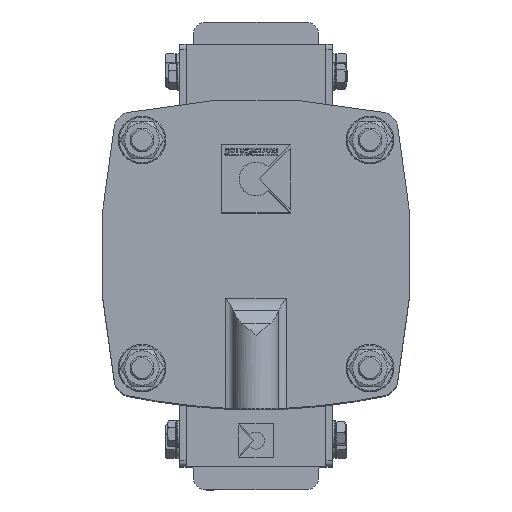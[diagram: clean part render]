
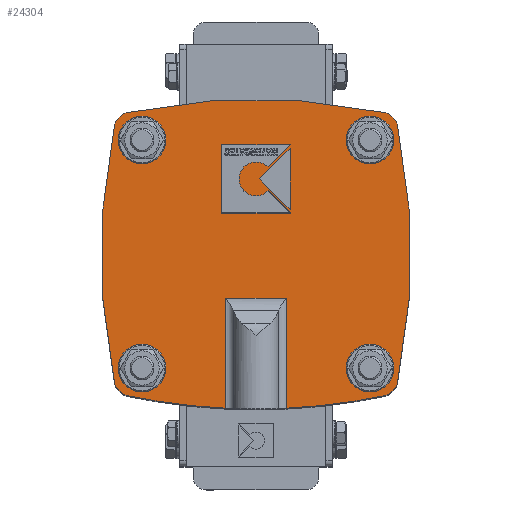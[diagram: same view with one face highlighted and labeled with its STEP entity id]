
A CAD part, top view. The second image highlights one B-rep face of the part: STEP entity #24304.
In plain terms, the highlighted planar face has unit normal (0, 0, 1).
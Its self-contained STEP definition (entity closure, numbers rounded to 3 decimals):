
#644=FACE_BOUND('',#8453,.T.);
#645=FACE_BOUND('',#8454,.T.);
#646=FACE_BOUND('',#8455,.T.);
#647=FACE_BOUND('',#8456,.T.);
#648=FACE_BOUND('',#8457,.T.);
#649=FACE_BOUND('',#8458,.T.);
#2930=LINE('',#43091,#4859);
#2934=LINE('',#43100,#4863);
#2936=LINE('',#43104,#4865);
#2938=LINE('',#43108,#4867);
#2939=LINE('',#43110,#4868);
#2942=LINE('',#43119,#4871);
#2946=LINE('',#43126,#4875);
#2948=LINE('',#43129,#4877);
#2949=LINE('',#43146,#4878);
#2950=LINE('',#43167,#4879);
#2960=LINE('',#43221,#4889);
#4859=VECTOR('',#32044,10.);
#4863=VECTOR('',#32054,10.);
#4865=VECTOR('',#32058,10.);
#4867=VECTOR('',#32062,10.);
#4868=VECTOR('',#32065,10.);
#4871=VECTOR('',#32072,10.);
#4875=VECTOR('',#32078,10.);
#4877=VECTOR('',#32082,10.);
#4878=VECTOR('',#32089,10.);
#4879=VECTOR('',#32092,10.);
#4889=VECTOR('',#32146,10.);
#5721=PLANE('',#26576);
#6925=FACE_OUTER_BOUND('',#8452,.T.);
#8452=EDGE_LOOP('',(#21648,#21649,#21650,#21651,#21652,#21653,#21654,#21655,
#21656,#21657,#21658,#21659));
#8453=EDGE_LOOP('',(#21660,#21661,#21662,#21663,#21664,#21665));
#8454=EDGE_LOOP('',(#21666,#21667,#21668));
#8455=EDGE_LOOP('',(#21669));
#8456=EDGE_LOOP('',(#21670));
#8457=EDGE_LOOP('',(#21671));
#8458=EDGE_LOOP('',(#21672));
#9533=CIRCLE('',#26541,10.);
#9538=CIRCLE('',#26563,7.5);
#9540=CIRCLE('',#26566,7.5);
#9542=CIRCLE('',#26569,7.5);
#9544=CIRCLE('',#26572,7.5);
#9545=CIRCLE('',#26577,368.5);
#9546=CIRCLE('',#26578,10.);
#9547=CIRCLE('',#26579,368.5);
#9548=CIRCLE('',#26580,10.);
#9549=CIRCLE('',#26581,368.5);
#9550=CIRCLE('',#26582,10.);
#9551=CIRCLE('',#26583,368.5);
#9552=CIRCLE('',#26584,10.);
#9553=CIRCLE('',#26585,368.5);
#12073=VERTEX_POINT('',#43088);
#12074=VERTEX_POINT('',#43090);
#12075=VERTEX_POINT('',#43094);
#12076=VERTEX_POINT('',#43098);
#12077=VERTEX_POINT('',#43102);
#12078=VERTEX_POINT('',#43106);
#12081=VERTEX_POINT('',#43116);
#12082=VERTEX_POINT('',#43118);
#12084=VERTEX_POINT('',#43124);
#12086=VERTEX_POINT('',#43134);
#12087=VERTEX_POINT('',#43145);
#12088=VERTEX_POINT('',#43156);
#12090=VERTEX_POINT('',#43166);
#12096=VERTEX_POINT('',#43195);
#12098=VERTEX_POINT('',#43201);
#12100=VERTEX_POINT('',#43207);
#12102=VERTEX_POINT('',#43213);
#12103=VERTEX_POINT('',#43223);
#12104=VERTEX_POINT('',#43225);
#12105=VERTEX_POINT('',#43227);
#12106=VERTEX_POINT('',#43229);
#12107=VERTEX_POINT('',#43231);
#12108=VERTEX_POINT('',#43233);
#12109=VERTEX_POINT('',#43235);
#12110=VERTEX_POINT('',#43237);
#15310=EDGE_CURVE('',#12074,#12073,#2930,.T.);
#15313=EDGE_CURVE('',#12073,#12075,#9533,.T.);
#15315=EDGE_CURVE('',#12075,#12076,#2934,.T.);
#15317=EDGE_CURVE('',#12076,#12077,#2936,.T.);
#15319=EDGE_CURVE('',#12077,#12078,#2938,.T.);
#15320=EDGE_CURVE('',#12078,#12074,#2939,.T.);
#15323=EDGE_CURVE('',#12082,#12081,#2942,.T.);
#15327=EDGE_CURVE('',#12081,#12084,#2946,.T.);
#15329=EDGE_CURVE('',#12084,#12082,#2948,.T.);
#15332=EDGE_CURVE('',#12086,#12087,#2949,.T.);
#15335=EDGE_CURVE('',#12088,#12090,#2950,.T.);
#15346=EDGE_CURVE('',#12096,#12096,#9538,.T.);
#15349=EDGE_CURVE('',#12098,#12098,#9540,.T.);
#15352=EDGE_CURVE('',#12100,#12100,#9542,.T.);
#15355=EDGE_CURVE('',#12102,#12102,#9544,.T.);
#15358=EDGE_CURVE('',#12087,#12088,#2960,.T.);
#15359=EDGE_CURVE('',#12103,#12086,#9545,.T.);
#15360=EDGE_CURVE('',#12104,#12103,#9546,.T.);
#15361=EDGE_CURVE('',#12105,#12104,#9547,.T.);
#15362=EDGE_CURVE('',#12106,#12105,#9548,.T.);
#15363=EDGE_CURVE('',#12107,#12106,#9549,.T.);
#15364=EDGE_CURVE('',#12108,#12107,#9550,.T.);
#15365=EDGE_CURVE('',#12109,#12108,#9551,.T.);
#15366=EDGE_CURVE('',#12110,#12109,#9552,.T.);
#15367=EDGE_CURVE('',#12090,#12110,#9553,.T.);
#21648=ORIENTED_EDGE('',*,*,#15332,.F.);
#21649=ORIENTED_EDGE('',*,*,#15359,.F.);
#21650=ORIENTED_EDGE('',*,*,#15360,.F.);
#21651=ORIENTED_EDGE('',*,*,#15361,.F.);
#21652=ORIENTED_EDGE('',*,*,#15362,.F.);
#21653=ORIENTED_EDGE('',*,*,#15363,.F.);
#21654=ORIENTED_EDGE('',*,*,#15364,.F.);
#21655=ORIENTED_EDGE('',*,*,#15365,.F.);
#21656=ORIENTED_EDGE('',*,*,#15366,.F.);
#21657=ORIENTED_EDGE('',*,*,#15367,.F.);
#21658=ORIENTED_EDGE('',*,*,#15335,.F.);
#21659=ORIENTED_EDGE('',*,*,#15358,.F.);
#21660=ORIENTED_EDGE('',*,*,#15310,.T.);
#21661=ORIENTED_EDGE('',*,*,#15313,.T.);
#21662=ORIENTED_EDGE('',*,*,#15315,.T.);
#21663=ORIENTED_EDGE('',*,*,#15317,.T.);
#21664=ORIENTED_EDGE('',*,*,#15319,.T.);
#21665=ORIENTED_EDGE('',*,*,#15320,.T.);
#21666=ORIENTED_EDGE('',*,*,#15323,.T.);
#21667=ORIENTED_EDGE('',*,*,#15327,.T.);
#21668=ORIENTED_EDGE('',*,*,#15329,.T.);
#21669=ORIENTED_EDGE('',*,*,#15346,.T.);
#21670=ORIENTED_EDGE('',*,*,#15349,.T.);
#21671=ORIENTED_EDGE('',*,*,#15352,.T.);
#21672=ORIENTED_EDGE('',*,*,#15355,.T.);
#24304=ADVANCED_FACE('',(#6925,#644,#645,#646,#647,#648,#649),#5721,.T.);
#26541=AXIS2_PLACEMENT_3D('',#43096,#32049,#32050);
#26563=AXIS2_PLACEMENT_3D('',#43197,#32115,#32116);
#26566=AXIS2_PLACEMENT_3D('',#43203,#32122,#32123);
#26569=AXIS2_PLACEMENT_3D('',#43209,#32129,#32130);
#26572=AXIS2_PLACEMENT_3D('',#43215,#32136,#32137);
#26576=AXIS2_PLACEMENT_3D('',#43222,#32147,#32148);
#26577=AXIS2_PLACEMENT_3D('',#43224,#32149,#32150);
#26578=AXIS2_PLACEMENT_3D('',#43226,#32151,#32152);
#26579=AXIS2_PLACEMENT_3D('',#43228,#32153,#32154);
#26580=AXIS2_PLACEMENT_3D('',#43230,#32155,#32156);
#26581=AXIS2_PLACEMENT_3D('',#43232,#32157,#32158);
#26582=AXIS2_PLACEMENT_3D('',#43234,#32159,#32160);
#26583=AXIS2_PLACEMENT_3D('',#43236,#32161,#32162);
#26584=AXIS2_PLACEMENT_3D('',#43238,#32163,#32164);
#26585=AXIS2_PLACEMENT_3D('',#43239,#32165,#32166);
#32044=DIRECTION('',(0.707,-0.707,0.));
#32049=DIRECTION('center_axis',(0.,0.,1.));
#32050=DIRECTION('ref_axis',(0.707,-0.707,0.));
#32054=DIRECTION('',(0.707,0.707,0.));
#32058=DIRECTION('',(0.,-1.,0.));
#32062=DIRECTION('',(-1.,0.,0.));
#32065=DIRECTION('',(0.,1.,0.));
#32072=DIRECTION('',(-0.707,0.707,0.));
#32078=DIRECTION('',(1.,0.,0.));
#32082=DIRECTION('',(-0.707,-0.707,0.));
#32089=DIRECTION('',(-1.,0.,0.));
#32092=DIRECTION('',(1.,0.,0.));
#32115=DIRECTION('center_axis',(0.,0.,-1.));
#32116=DIRECTION('ref_axis',(1.,0.,0.));
#32122=DIRECTION('center_axis',(0.,0.,-1.));
#32123=DIRECTION('ref_axis',(1.,0.,0.));
#32129=DIRECTION('center_axis',(0.,0.,-1.));
#32130=DIRECTION('ref_axis',(1.,0.,0.));
#32136=DIRECTION('center_axis',(0.,0.,-1.));
#32137=DIRECTION('ref_axis',(1.,0.,0.));
#32146=DIRECTION('',(0.,-1.,0.));
#32147=DIRECTION('center_axis',(0.,0.,1.));
#32148=DIRECTION('ref_axis',(1.,0.,0.));
#32149=DIRECTION('center_axis',(0.,0.,-1.));
#32150=DIRECTION('ref_axis',(0.979,-0.205,0.));
#32151=DIRECTION('center_axis',(0.,0.,-1.));
#32152=DIRECTION('ref_axis',(0.979,0.205,0.));
#32153=DIRECTION('center_axis',(0.,0.,-1.));
#32154=DIRECTION('ref_axis',(0.205,0.979,0.));
#32155=DIRECTION('center_axis',(0.,0.,-1.));
#32156=DIRECTION('ref_axis',(-0.205,0.979,0.));
#32157=DIRECTION('center_axis',(0.,0.,-1.));
#32158=DIRECTION('ref_axis',(-0.979,0.205,0.));
#32159=DIRECTION('center_axis',(0.,0.,-1.));
#32160=DIRECTION('ref_axis',(-0.979,-0.205,0.));
#32161=DIRECTION('center_axis',(0.,0.,-1.));
#32162=DIRECTION('ref_axis',(-0.205,-0.979,0.));
#32163=DIRECTION('center_axis',(0.,0.,-1.));
#32164=DIRECTION('ref_axis',(0.205,-0.979,0.));
#32165=DIRECTION('center_axis',(0.,0.,-1.));
#32166=DIRECTION('ref_axis',(0.979,-0.205,0.));
#43088=CARTESIAN_POINT('',(-51.213,7.071,17.));
#43090=CARTESIAN_POINT('',(-64.142,20.,17.));
#43091=CARTESIAN_POINT('',(-43.107,-1.036,17.));
#43094=CARTESIAN_POINT('',(-37.071,7.071,17.));
#43096=CARTESIAN_POINT('Origin',(-44.142,0.,
17.));
#43098=CARTESIAN_POINT('',(-24.142,20.,17.));
#43100=CARTESIAN_POINT('',(-29.571,14.571,17.));
#43102=CARTESIAN_POINT('',(-24.142,-20.,17.));
#43104=CARTESIAN_POINT('',(-24.142,10.,17.));
#43106=CARTESIAN_POINT('',(-64.142,-20.,17.));
#43108=CARTESIAN_POINT('',(-12.071,-20.,17.));
#43110=CARTESIAN_POINT('',(-64.142,-10.,17.));
#43116=CARTESIAN_POINT('',(-62.021,20.,17.));
#43118=CARTESIAN_POINT('',(-44.142,2.121,17.));
#43119=CARTESIAN_POINT('',(-32.576,-9.445,17.));
#43124=CARTESIAN_POINT('',(-26.263,20.,17.));
#43126=CARTESIAN_POINT('',(-31.01,20.,17.));
#43129=CARTESIAN_POINT('',(-24.698,21.566,17.));
#43134=CARTESIAN_POINT('',(90.569,17.812,17.));
#43145=CARTESIAN_POINT('',(25.858,17.812,17.));
#43146=CARTESIAN_POINT('',(91.,17.812,17.));
#43156=CARTESIAN_POINT('',(25.858,-17.812,17.));
#43166=CARTESIAN_POINT('',(90.569,-17.812,17.));
#43167=CARTESIAN_POINT('',(91.,-17.812,17.));
#43195=CARTESIAN_POINT('',(-74.5,-67.,17.));
#43197=CARTESIAN_POINT('Origin',(-67.,-67.,17.));
#43201=CARTESIAN_POINT('',(59.5,67.,17.));
#43203=CARTESIAN_POINT('Origin',(67.,67.,17.));
#43207=CARTESIAN_POINT('',(59.5,-67.,17.));
#43209=CARTESIAN_POINT('Origin',(67.,-67.,17.));
#43213=CARTESIAN_POINT('',(-74.5,67.,17.));
#43215=CARTESIAN_POINT('Origin',(-67.,67.,17.));
#43221=CARTESIAN_POINT('',(25.858,0.,17.));
#43222=CARTESIAN_POINT('Origin',(0.,0.,
17.));
#43223=CARTESIAN_POINT('',(83.193,75.452,17.));
#43224=CARTESIAN_POINT('Origin',(-277.5,0.,
17.));
#43225=CARTESIAN_POINT('',(75.452,83.193,17.));
#43226=CARTESIAN_POINT('Origin',(73.405,73.405,17.));
#43227=CARTESIAN_POINT('',(-75.452,83.193,17.));
#43228=CARTESIAN_POINT('Origin',(0.,-277.5,
17.));
#43229=CARTESIAN_POINT('',(-83.193,75.452,17.));
#43230=CARTESIAN_POINT('Origin',(-73.405,73.405,17.));
#43231=CARTESIAN_POINT('',(-83.193,-75.452,17.));
#43232=CARTESIAN_POINT('Origin',(277.5,0.,
17.));
#43233=CARTESIAN_POINT('',(-75.452,-83.193,17.));
#43234=CARTESIAN_POINT('Origin',(-73.405,-73.405,17.));
#43235=CARTESIAN_POINT('',(75.452,-83.193,17.));
#43236=CARTESIAN_POINT('Origin',(0.,277.5,
17.));
#43237=CARTESIAN_POINT('',(83.193,-75.452,17.));
#43238=CARTESIAN_POINT('Origin',(73.405,-73.405,17.));
#43239=CARTESIAN_POINT('Origin',(-277.5,0.,
17.));
